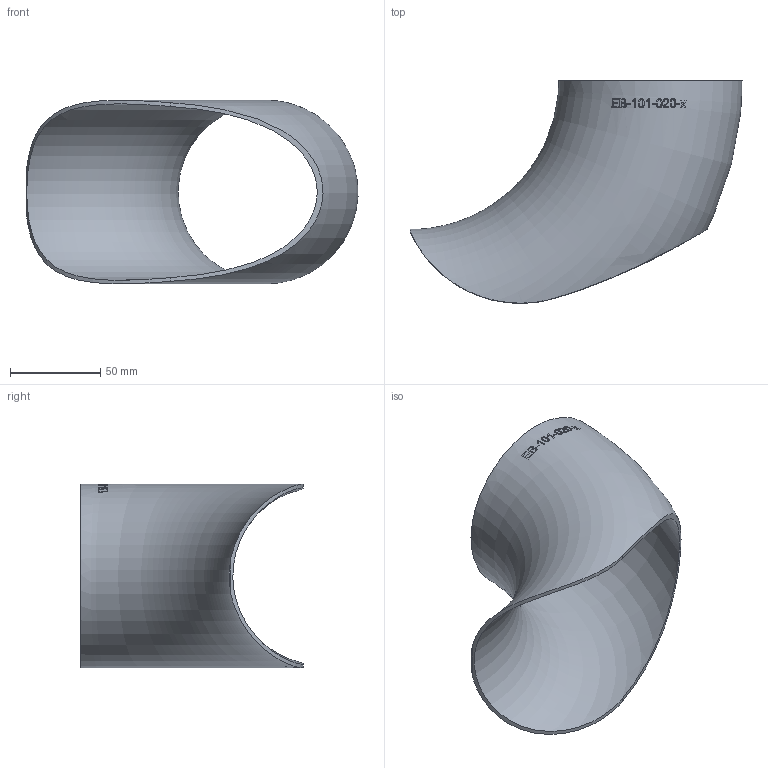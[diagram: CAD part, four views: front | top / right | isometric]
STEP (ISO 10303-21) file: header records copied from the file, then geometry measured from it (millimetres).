
FILE_DESCRIPTION (( 'STEP AP214' ), '1' );
FILE_NAME ('EB-101-020-x Einschweissbogen 2210.STEP', '2022-10-19T11:09:19', ( '' ), ( '' ), 'SwSTEP 2.0', 'SolidWorks 2019', '' );
FILE_SCHEMA (( 'AUTOMOTIVE_DESIGN' ));
Length unit declared in the file: millimetre
Products named in the file (1): EB-101-020-x Einschweissbogen 2210
Bounding box: 183.75 x 123.23 x 101.62 mm (x, y, z)
Volume: 79894.7 mm3; surface area: 81739.9 mm2
Topology: 1 solids, 1 shells, 138 faces, 363 edges, 242 vertices
Faces by surface type: bspline 116, torus 19, plane 2, cylinder 1
Entity records: 18027 total; most frequent: CARTESIAN_POINT 14254, ORIENTED_EDGE 712, EDGE_CURVE 356, B_SPLINE_CURVE_WITH_KNOTS 350, VERTEX_POINT 238, EDGE_LOOP 158, FACE_OUTER_BOUND 140, ADVANCED_FACE 138
